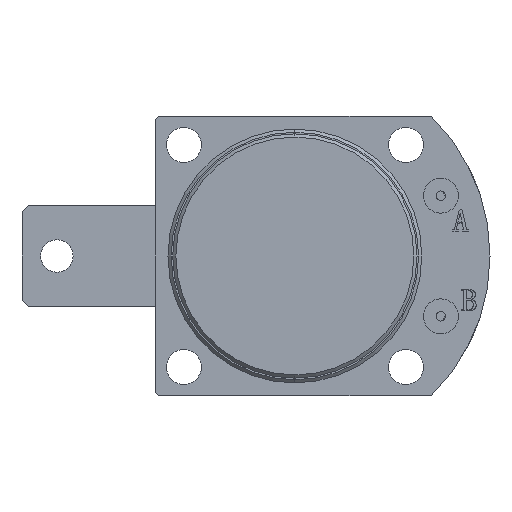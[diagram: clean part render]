
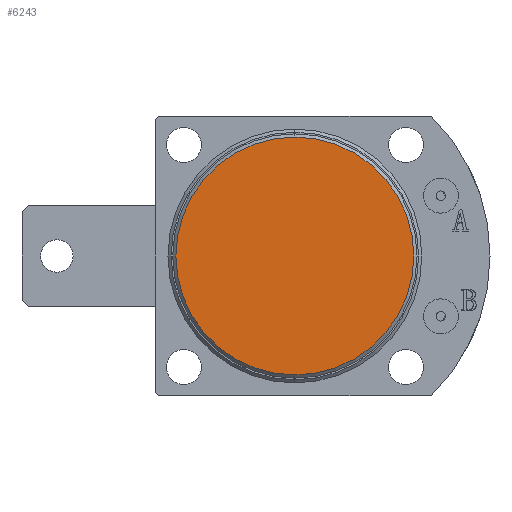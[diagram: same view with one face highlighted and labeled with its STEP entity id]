
A CAD part, front view. The second image highlights one B-rep face of the part: STEP entity #6243.
In plain terms, the highlighted planar face has unit normal (0, -1, 0).
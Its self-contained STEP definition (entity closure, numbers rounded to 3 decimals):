
#992 = CARTESIAN_POINT ( 'NONE',  ( 0., 0., 0. ) ) ;
#1007 = DIRECTION ( 'NONE',  ( 0., 1., 0. ) ) ;
#1008 = DIRECTION ( 'NONE',  ( 0., 0., 1. ) ) ;
#1398 = CARTESIAN_POINT ( 'NONE',  ( 0., 0., 0. ) ) ;
#1400 = DIRECTION ( 'NONE',  ( 0., 1., 0. ) ) ;
#1401 = DIRECTION ( 'NONE',  ( 0., 0., 1. ) ) ;
#2459 = AXIS2_PLACEMENT_3D ( 'NONE', #992, #1007, #1008 ) ;
#2460 = AXIS2_PLACEMENT_3D ( 'NONE', #1398, #1400, #1401 ) ;
#2461 = AXIS2_PLACEMENT_3D ( 'NONE', #6598, #6608, #6609 ) ;
#4156 = EDGE_CURVE ( 'NONE', #5463, #5471, #4311, .T. ) ;
#4176 = EDGE_CURVE ( 'NONE', #5471, #5463, #4493, .T. ) ;
#4311 = CIRCLE ( 'NONE', #2459, 37.5 ) ;
#4493 = CIRCLE ( 'NONE', #2460, 37.5 ) ;
#4746 = FACE_OUTER_BOUND ( 'NONE', #5889, .T. ) ;
#5463 = VERTEX_POINT ( 'NONE', #6701 ) ;
#5471 = VERTEX_POINT ( 'NONE', #6718 ) ;
#5876 = ORIENTED_EDGE ( 'NONE', *, *, #4156, .F. ) ;
#5889 = EDGE_LOOP ( 'NONE', ( #5876, #5919 ) ) ;
#5919 = ORIENTED_EDGE ( 'NONE', *, *, #4176, .F. ) ;
#6243 = ADVANCED_FACE ( 'NONE', ( #4746 ), #6606, .F. ) ;
#6598 = CARTESIAN_POINT ( 'NONE',  ( 38.5, 0., 0. ) ) ;
#6606 = PLANE ( 'NONE',  #2461 ) ;
#6608 = DIRECTION ( 'NONE',  ( 0., 1., 0. ) ) ;
#6609 = DIRECTION ( 'NONE',  ( 0., 0., 1. ) ) ;
#6701 = CARTESIAN_POINT ( 'NONE',  ( 0., 0., 37.5 ) ) ;
#6718 = CARTESIAN_POINT ( 'NONE',  ( 0., 0., -37.5 ) ) ;
